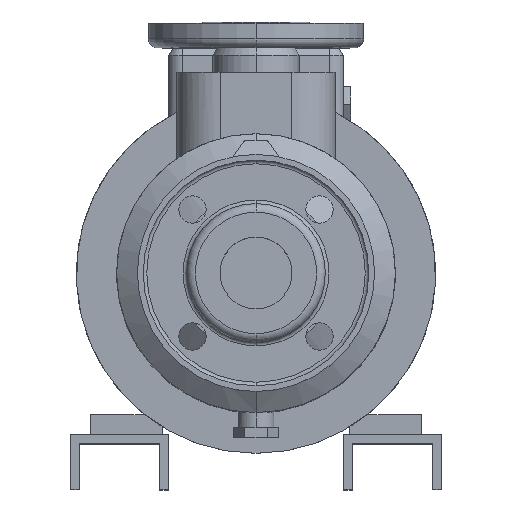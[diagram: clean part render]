
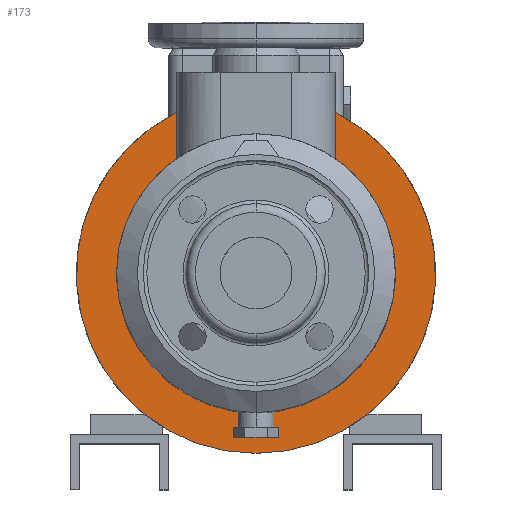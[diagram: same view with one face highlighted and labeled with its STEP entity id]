
A CAD part, top view. The second image highlights one B-rep face of the part: STEP entity #173.
In plain terms, the highlighted planar face has unit normal (0, 0, 1).
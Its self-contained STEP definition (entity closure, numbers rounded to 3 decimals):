
#173 = ADVANCED_FACE ( 'NONE', ( #10306 ), #13433, .F. ) ;
#377 = VERTEX_POINT ( 'NONE', #8435 ) ;
#409 = DIRECTION ( 'NONE',  ( 0., 0., 1. ) ) ;
#425 = ORIENTED_EDGE ( 'NONE', *, *, #6221, .F. ) ;
#693 = DIRECTION ( 'NONE',  ( 0., 0., 1. ) ) ;
#765 = CARTESIAN_POINT ( 'NONE',  ( 55., 112.25, -43. ) ) ;
#863 = AXIS2_PLACEMENT_3D ( 'NONE', #12231, #8192, #7016 ) ;
#1537 = ORIENTED_EDGE ( 'NONE', *, *, #8257, .T. ) ;
#1804 = AXIS2_PLACEMENT_3D ( 'NONE', #8927, #8023, #7952 ) ;
#1810 = DIRECTION ( 'NONE',  ( 0., -1., 0. ) ) ;
#2657 = CARTESIAN_POINT ( 'NONE',  ( 0., 97., -43. ) ) ;
#3378 = DIRECTION ( 'NONE',  ( 0., 1., 0. ) ) ;
#3515 = DIRECTION ( 'NONE',  ( 0., 1., 0. ) ) ;
#4079 = EDGE_CURVE ( 'NONE', #377, #9022, #7381, .T. ) ;
#4599 = VERTEX_POINT ( 'NONE', #765 ) ;
#4610 = EDGE_CURVE ( 'NONE', #9022, #11581, #7597, .T. ) ;
#4635 = ORIENTED_EDGE ( 'NONE', *, *, #12813, .T. ) ;
#4954 = ORIENTED_EDGE ( 'NONE', *, *, #4610, .F. ) ;
#5203 = EDGE_CURVE ( 'NONE', #377, #9617, #12837, .T. ) ;
#5672 = CARTESIAN_POINT ( 'NONE',  ( -55., -125.002, -43. ) ) ;
#5901 = CARTESIAN_POINT ( 'NONE',  ( 55., 79.9, -43. ) ) ;
#6221 = EDGE_CURVE ( 'NONE', #11581, #4599, #12908, .T. ) ;
#6908 = CARTESIAN_POINT ( 'NONE',  ( 0., -97., -43. ) ) ;
#7016 = DIRECTION ( 'NONE',  ( 0., -1., 0. ) ) ;
#7381 = CIRCLE ( 'NONE', #1804, 97. ) ;
#7597 = CIRCLE ( 'NONE', #12487, 97. ) ;
#7612 = CARTESIAN_POINT ( 'NONE',  ( 0., -125., -43. ) ) ;
#7645 = CIRCLE ( 'NONE', #9640, 125. ) ;
#7952 = DIRECTION ( 'NONE',  ( 0., -1., 0. ) ) ;
#7962 = CIRCLE ( 'NONE', #863, 125. ) ;
#8023 = DIRECTION ( 'NONE',  ( 0., 0., 1. ) ) ;
#8080 = DIRECTION ( 'NONE',  ( 0., 1., 0. ) ) ;
#8192 = DIRECTION ( 'NONE',  ( 0., 0., 1. ) ) ;
#8257 = EDGE_CURVE ( 'NONE', #9617, #12267, #7645, .T. ) ;
#8435 = CARTESIAN_POINT ( 'NONE',  ( -55., 79.9, -43. ) ) ;
#8927 = CARTESIAN_POINT ( 'NONE',  ( 0., 0., -43. ) ) ;
#8956 = VECTOR ( 'NONE', #3378, 1000. ) ;
#8983 = DIRECTION ( 'NONE',  ( 0., 0., -1. ) ) ;
#9022 = VERTEX_POINT ( 'NONE', #6908 ) ;
#9617 = VERTEX_POINT ( 'NONE', #11242 ) ;
#9640 = AXIS2_PLACEMENT_3D ( 'NONE', #13539, #409, #13212 ) ;
#9749 = AXIS2_PLACEMENT_3D ( 'NONE', #2657, #8983, #8080 ) ;
#10306 = FACE_OUTER_BOUND ( 'NONE', #12573, .T. ) ;
#10422 = ORIENTED_EDGE ( 'NONE', *, *, #5203, .T. ) ;
#11242 = CARTESIAN_POINT ( 'NONE',  ( -55., 112.25, -43. ) ) ;
#11581 = VERTEX_POINT ( 'NONE', #5901 ) ;
#11733 = CARTESIAN_POINT ( 'NONE',  ( 55., -125.002, -43. ) ) ;
#12073 = ORIENTED_EDGE ( 'NONE', *, *, #4079, .F. ) ;
#12231 = CARTESIAN_POINT ( 'NONE',  ( 0., 0., -43. ) ) ;
#12267 = VERTEX_POINT ( 'NONE', #7612 ) ;
#12272 = VECTOR ( 'NONE', #3515, 1000. ) ;
#12487 = AXIS2_PLACEMENT_3D ( 'NONE', #13712, #693, #1810 ) ;
#12573 = EDGE_LOOP ( 'NONE', ( #425, #4954, #12073, #10422, #1537, #4635 ) ) ;
#12813 = EDGE_CURVE ( 'NONE', #12267, #4599, #7962, .T. ) ;
#12837 = LINE ( 'NONE', #5672, #12272 ) ;
#12908 = LINE ( 'NONE', #11733, #8956 ) ;
#13212 = DIRECTION ( 'NONE',  ( 0., -1., 0. ) ) ;
#13433 = PLANE ( 'NONE',  #9749 ) ;
#13539 = CARTESIAN_POINT ( 'NONE',  ( 0., 0., -43. ) ) ;
#13712 = CARTESIAN_POINT ( 'NONE',  ( 0., 0., -43. ) ) ;
